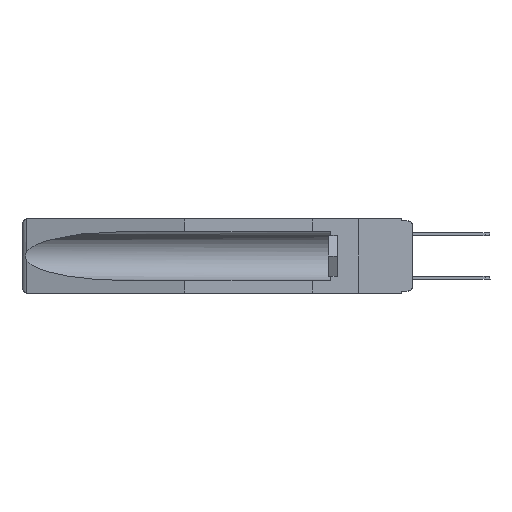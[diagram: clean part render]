
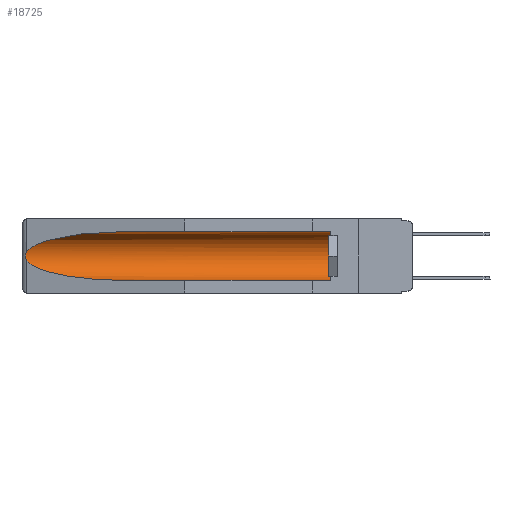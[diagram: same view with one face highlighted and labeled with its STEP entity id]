
A CAD part, left-side view. The second image highlights one B-rep face of the part: STEP entity #18725.
In plain terms, the highlighted cylindrical face has radius 2.857 mm (diameter 5.715 mm), a partial arc.
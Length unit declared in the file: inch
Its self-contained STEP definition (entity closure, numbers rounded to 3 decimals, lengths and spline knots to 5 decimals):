
#66 =( BOUNDED_CURVE ( )  B_SPLINE_CURVE ( 3, ( #23477, #23882, #8722, #19294 ),
 .UNSPECIFIED., .F., .T. ) 
 B_SPLINE_CURVE_WITH_KNOTS ( ( 4, 4 ),
 ( 0.1948, 1.5708 ),
 .UNSPECIFIED. ) 
 CURVE ( )  GEOMETRIC_REPRESENTATION_ITEM ( )  RATIONAL_B_SPLINE_CURVE ( ( 1., 0.848, 0.848, 1. ) ) 
 REPRESENTATION_ITEM ( '' )  );
#188 = VECTOR ( 'NONE', #10406, 39.37008 ) ;
#551 = CARTESIAN_POINT ( 'NONE',  ( 0.155, -0.30754, -0.1715 ) ) ;
#1369 = CARTESIAN_POINT ( 'NONE',  ( 0.2673, 1.53269, -0.17917 ) ) ;
#1508 = CARTESIAN_POINT ( 'NONE',  ( 0.2675, 1.53308, -0.16763 ) ) ;
#1650 = EDGE_CURVE ( 'NONE', #11349, #4025, #17851, .T. ) ;
#2134 = AXIS2_PLACEMENT_3D ( 'NONE', #26995, #7647, #3346 ) ;
#2641 = FACE_OUTER_BOUND ( 'NONE', #20604, .T. ) ;
#3098 = CARTESIAN_POINT ( 'NONE',  ( 0.21114, 1.30732, -0.059 ) ) ;
#3274 = VERTEX_POINT ( 'NONE', #12038 ) ;
#3346 = DIRECTION ( 'NONE',  ( 0., 0., 1. ) ) ;
#3530 = EDGE_CURVE ( 'NONE', #23190, #11349, #16873, .T. ) ;
#3550 = CARTESIAN_POINT ( 'NONE',  ( 0.155, 0.126, -0.059 ) ) ;
#3710 = EDGE_CURVE ( 'NONE', #3274, #26011, #7682, .T. ) ;
#3727 = CARTESIAN_POINT ( 'NONE',  ( 0.2673, 1.5327, -0.16383 ) ) ;
#4025 = VERTEX_POINT ( 'NONE', #22109 ) ;
#4167 = VECTOR ( 'NONE', #6446, 39.37008 ) ;
#4228 = CARTESIAN_POINT ( 'NONE',  ( 0.155, 1.07973, -0.284 ) ) ;
#6381 = CARTESIAN_POINT ( 'NONE',  ( 0.155, -0.30754, -0.284 ) ) ;
#6446 = DIRECTION ( 'NONE',  ( 0., 1., 0. ) ) ;
#6447 = ORIENTED_EDGE ( 'NONE', *, *, #1650, .T. ) ;
#6906 = B_SPLINE_CURVE_WITH_KNOTS ( 'NONE', 3,
 ( #20553, #18720, #14284, #3727, #1508, #20412, #1369, #25144, #27388, #12463 ),
 .UNSPECIFIED., .F., .F.,
 ( 4, 2, 2, 2, 4 ),
 ( 0., 0.00029, 0.00058, 0.00087, 0.00117 ),
 .UNSPECIFIED. ) ;
#6986 = CARTESIAN_POINT ( 'NONE',  ( 0.26537, 1.52718, -0.14972 ) ) ;
#7647 = DIRECTION ( 'NONE',  ( 0., -1., 0. ) ) ;
#7682 = LINE ( 'NONE', #6381, #188 ) ;
#8530 = CARTESIAN_POINT ( 'NONE',  ( 0.155, -0.30754, -0.059 ) ) ;
#8722 = CARTESIAN_POINT ( 'NONE',  ( 0.21114, 1.30732, -0.284 ) ) ;
#10406 = DIRECTION ( 'NONE',  ( 0., 1., 0. ) ) ;
#10483 = AXIS2_PLACEMENT_3D ( 'NONE', #551, #13338, #21846 ) ;
#10499 = EDGE_CURVE ( 'NONE', #4025, #16645, #6906, .T. ) ;
#11349 = VERTEX_POINT ( 'NONE', #18110 ) ;
#12038 = CARTESIAN_POINT ( 'NONE',  ( 0.155, 0.126, -0.284 ) ) ;
#12463 = CARTESIAN_POINT ( 'NONE',  ( 0.26537, 1.52718, -0.19328 ) ) ;
#13338 = DIRECTION ( 'NONE',  ( 0., 1., 0. ) ) ;
#14284 = CARTESIAN_POINT ( 'NONE',  ( 0.26654, 1.53092, -0.15636 ) ) ;
#15505 = ORIENTED_EDGE ( 'NONE', *, *, #3530, .T. ) ;
#16645 = VERTEX_POINT ( 'NONE', #18616 ) ;
#16873 = LINE ( 'NONE', #8530, #4167 ) ;
#17686 = CARTESIAN_POINT ( 'NONE',  ( 0.155, 1.07973, -0.059 ) ) ;
#17851 =( BOUNDED_CURVE ( )  B_SPLINE_CURVE ( 3, ( #17686, #3098, #26351, #6986 ),
 .UNSPECIFIED., .F., .T. ) 
 B_SPLINE_CURVE_WITH_KNOTS ( ( 4, 4 ),
 ( 4.71239, 6.08839 ),
 .UNSPECIFIED. ) 
 CURVE ( )  GEOMETRIC_REPRESENTATION_ITEM ( )  RATIONAL_B_SPLINE_CURVE ( ( 1., 0.848, 0.848, 1. ) ) 
 REPRESENTATION_ITEM ( '' )  );
#18110 = CARTESIAN_POINT ( 'NONE',  ( 0.155, 1.07973, -0.059 ) ) ;
#18616 = CARTESIAN_POINT ( 'NONE',  ( 0.26537, 1.52718, -0.19328 ) ) ;
#18720 = CARTESIAN_POINT ( 'NONE',  ( 0.26597, 1.52961, -0.15275 ) ) ;
#18725 = ADVANCED_FACE ( 'NONE', ( #2641 ), #19176, .F. ) ;
#19176 = CYLINDRICAL_SURFACE ( 'NONE', #10483, 0.1125 ) ;
#19294 = CARTESIAN_POINT ( 'NONE',  ( 0.155, 1.07973, -0.284 ) ) ;
#20210 = EDGE_CURVE ( 'NONE', #3274, #23190, #20779, .T. ) ;
#20412 = CARTESIAN_POINT ( 'NONE',  ( 0.2675, 1.53308, -0.17534 ) ) ;
#20478 = EDGE_CURVE ( 'NONE', #16645, #26011, #66, .T. ) ;
#20503 = ORIENTED_EDGE ( 'NONE', *, *, #20478, .T. ) ;
#20553 = CARTESIAN_POINT ( 'NONE',  ( 0.26537, 1.52718, -0.14972 ) ) ;
#20604 = EDGE_LOOP ( 'NONE', ( #6447, #25645, #20503, #27098, #26654, #15505 ) ) ;
#20779 = CIRCLE ( 'NONE', #2134, 0.1125 ) ;
#21846 = DIRECTION ( 'NONE',  ( 0., 0., 1. ) ) ;
#22109 = CARTESIAN_POINT ( 'NONE',  ( 0.26537, 1.52718, -0.14972 ) ) ;
#23190 = VERTEX_POINT ( 'NONE', #3550 ) ;
#23477 = CARTESIAN_POINT ( 'NONE',  ( 0.26537, 1.52718, -0.19328 ) ) ;
#23882 = CARTESIAN_POINT ( 'NONE',  ( 0.25451, 1.48313, -0.24835 ) ) ;
#25144 = CARTESIAN_POINT ( 'NONE',  ( 0.26655, 1.53094, -0.18657 ) ) ;
#25645 = ORIENTED_EDGE ( 'NONE', *, *, #10499, .T. ) ;
#26011 = VERTEX_POINT ( 'NONE', #4228 ) ;
#26351 = CARTESIAN_POINT ( 'NONE',  ( 0.25451, 1.48313, -0.09465 ) ) ;
#26654 = ORIENTED_EDGE ( 'NONE', *, *, #20210, .T. ) ;
#26995 = CARTESIAN_POINT ( 'NONE',  ( 0.155, 0.126, -0.1715 ) ) ;
#27098 = ORIENTED_EDGE ( 'NONE', *, *, #3710, .F. ) ;
#27388 = CARTESIAN_POINT ( 'NONE',  ( 0.26597, 1.5296, -0.19026 ) ) ;
